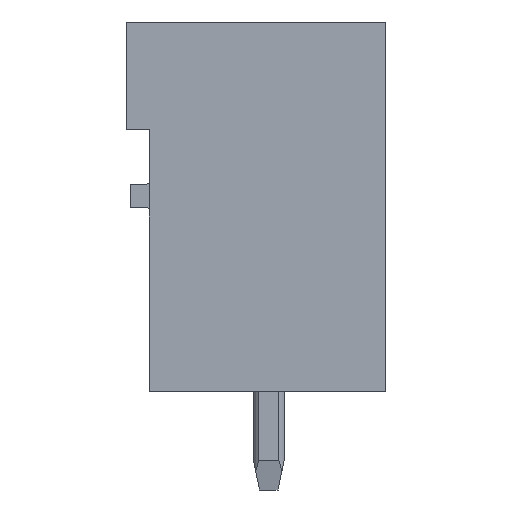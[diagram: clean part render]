
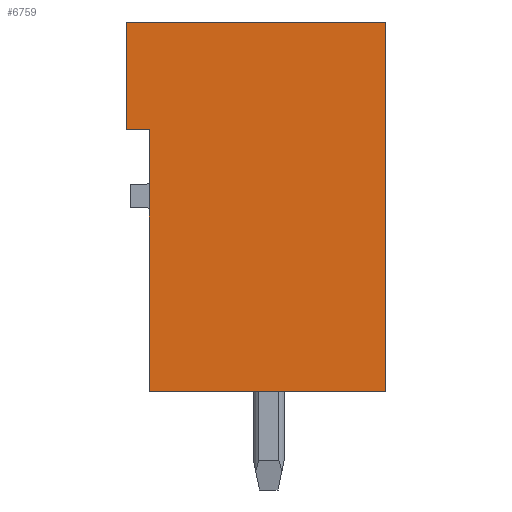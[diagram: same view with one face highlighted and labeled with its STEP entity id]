
A CAD part, left-side view. The second image highlights one B-rep face of the part: STEP entity #6759.
In plain terms, the highlighted planar face has unit normal (-1, 0, 0).
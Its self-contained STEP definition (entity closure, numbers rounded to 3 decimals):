
#6749=AXIS2_PLACEMENT_3D('Plane Axis2P3D',#6746,#6747,#6748) ;
#49=CARTESIAN_POINT('Vertex',(0.,0.,15.2)) ;
#52=CARTESIAN_POINT('Line Origine',(0.,0.,9.2)) ;
#56=CARTESIAN_POINT('Vertex',(0.,0.,3.2)) ;
#151=CARTESIAN_POINT('Vertex',(0.,8.43,15.2)) ;
#154=CARTESIAN_POINT('Line Origine',(0.,4.215,15.2)) ;
#1251=CARTESIAN_POINT('Vertex',(0.,8.43,11.7)) ;
#1254=CARTESIAN_POINT('Line Origine',(0.,8.43,13.45)) ;
#1701=CARTESIAN_POINT('Vertex',(0.,7.68,3.2)) ;
#1704=CARTESIAN_POINT('Line Origine',(0.,7.68,7.45)) ;
#1708=CARTESIAN_POINT('Vertex',(0.,7.68,11.7)) ;
#2101=CARTESIAN_POINT('Line Origine',(0.,3.84,3.2)) ;
#6694=CARTESIAN_POINT('Line Origine',(0.,8.055,11.7)) ;
#6746=CARTESIAN_POINT('Axis2P3D Location',(0.,0.,0.)) ;
#53=DIRECTION('Vector Direction',(0.,0.,-1.)) ;
#155=DIRECTION('Vector Direction',(0.,-1.,0.)) ;
#1255=DIRECTION('Vector Direction',(0.,0.,-1.)) ;
#1705=DIRECTION('Vector Direction',(0.,0.,-1.)) ;
#2102=DIRECTION('Vector Direction',(0.,1.,0.)) ;
#6695=DIRECTION('Vector Direction',(0.,-1.,0.)) ;
#6747=DIRECTION('Axis2P3D Direction',(-1.,0.,0.)) ;
#6748=DIRECTION('Axis2P3D XDirection',(0.,0.,1.)) ;
#54=VECTOR('Line Direction',#53,1.) ;
#156=VECTOR('Line Direction',#155,1.) ;
#1256=VECTOR('Line Direction',#1255,1.) ;
#1706=VECTOR('Line Direction',#1705,1.) ;
#2103=VECTOR('Line Direction',#2102,1.) ;
#6696=VECTOR('Line Direction',#6695,1.) ;
#6752=ORIENTED_EDGE('',*,*,#158,.T.) ;
#6753=ORIENTED_EDGE('',*,*,#1258,.T.) ;
#6754=ORIENTED_EDGE('',*,*,#6698,.T.) ;
#6755=ORIENTED_EDGE('',*,*,#1710,.T.) ;
#6756=ORIENTED_EDGE('',*,*,#2105,.T.) ;
#6757=ORIENTED_EDGE('',*,*,#58,.T.) ;
#6759=ADVANCED_FACE('HOUSING',(#6758),#6750,.T.) ;
#58=EDGE_CURVE('',#57,#50,#55,.F.) ;
#158=EDGE_CURVE('',#50,#152,#157,.F.) ;
#1258=EDGE_CURVE('',#152,#1252,#1257,.T.) ;
#1710=EDGE_CURVE('',#1709,#1702,#1707,.T.) ;
#2105=EDGE_CURVE('',#1702,#57,#2104,.F.) ;
#6698=EDGE_CURVE('',#1252,#1709,#6697,.T.) ;
#6751=EDGE_LOOP('',(#6752,#6753,#6754,#6755,#6756,#6757)) ;
#6758=FACE_OUTER_BOUND('',#6751,.T.) ;
#55=LINE('Line',#52,#54) ;
#157=LINE('Line',#154,#156) ;
#1257=LINE('Line',#1254,#1256) ;
#1707=LINE('Line',#1704,#1706) ;
#2104=LINE('Line',#2101,#2103) ;
#6697=LINE('Line',#6694,#6696) ;
#6750=PLANE('',#6749) ;
#50=VERTEX_POINT('',#49) ;
#57=VERTEX_POINT('',#56) ;
#152=VERTEX_POINT('',#151) ;
#1252=VERTEX_POINT('',#1251) ;
#1702=VERTEX_POINT('',#1701) ;
#1709=VERTEX_POINT('',#1708) ;
